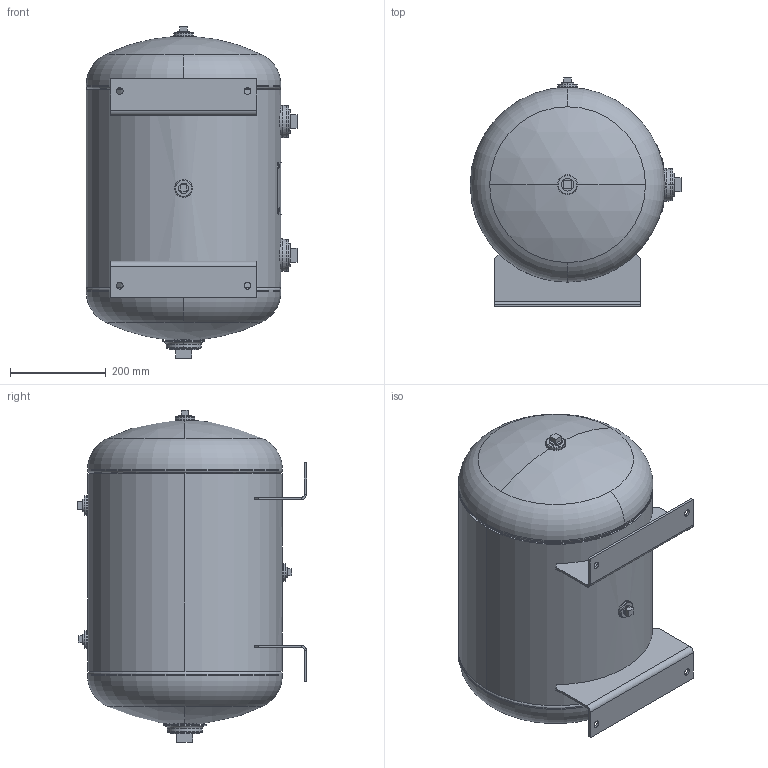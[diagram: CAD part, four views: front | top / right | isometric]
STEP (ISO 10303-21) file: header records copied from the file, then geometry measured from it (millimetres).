
FILE_DESCRIPTION (( 'STEP AP203' ), '1' );
FILE_NAME ('304942.STEP', '2012-03-06T19:52:02', ( '' ), ( '' ), 'SwSTEP 2.0', 'SolidWorks 2011', '' );
FILE_SCHEMA (( 'CONFIG_CONTROL_DESIGN' ));
Length unit declared in the file: inch
Products named in the file (1): 304942
Bounding box: 441.58 x 478.62 x 692.94 mm (x, y, z)
Surface area: 1204503 mm2 (no closed solid volume)
Topology: 0 solids, 25 shells, 242 faces, 635 edges, 408 vertices
Faces by surface type: plane 104, cylinder 64, torus 58, bspline 12, sphere 4
Full cylindrical faces by diameter (mm): 406.4 x1
Entity records: 9379 total; most frequent: CARTESIAN_POINT 3314, DIRECTION 1319, ORIENTED_EDGE 1111, EDGE_CURVE 635, AXIS2_PLACEMENT_3D 507, VERTEX_POINT 408, LINE 305, VECTOR 305
